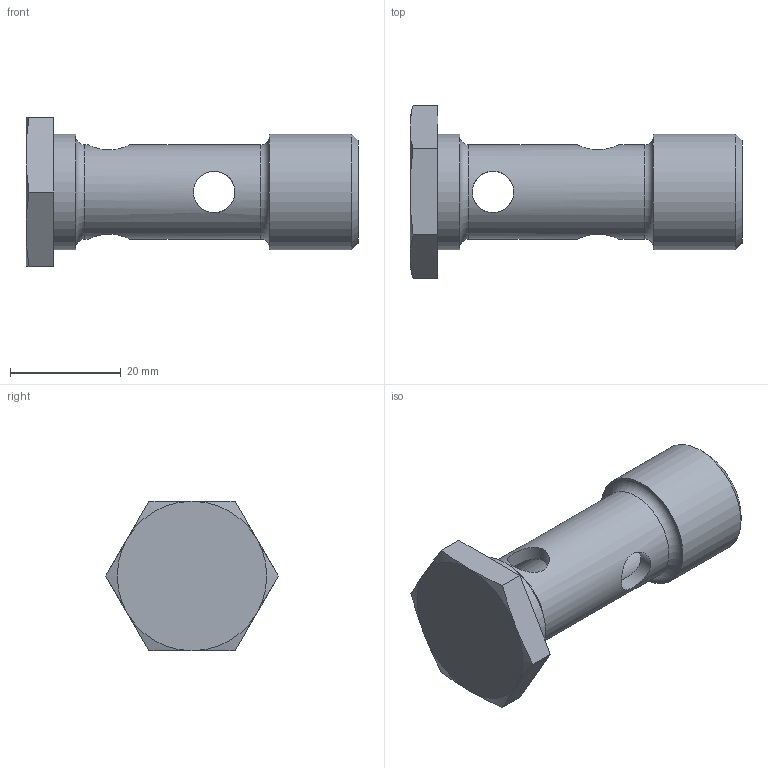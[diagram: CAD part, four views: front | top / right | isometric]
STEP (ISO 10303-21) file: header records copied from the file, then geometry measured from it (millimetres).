
FILE_DESCRIPTION(/* description */ ('STEP AP214'),/* implementation_level */ '2;1');
FILE_NAME(/* name */ '9986_VT-1_2',/* time_stamp */ '2024-09-17T10:46:21+02:00',/* author */ ('License CC BY-ND 4.0'),/* organization */ ('CADENAS'),/* preprocessor_version */ 'ST-DEVELOPER v19.3',/* originating_system */ 'PARTsolutions',/* authorisation */ ' ');
FILE_SCHEMA (('AUTOMOTIVE_DESIGN {1 0 10303 214 3 1 1}'));
Length unit declared in the file: millimetre
Products named in the file (1): 9986 VT-1/2
Bounding box: 60 x 31.18 x 27 mm (x, y, z)
Volume: 11647.7 mm3; surface area: 6768.7 mm2
Topology: 1 solids, 1 shells, 30 faces, 68 edges, 41 vertices
Faces by surface type: plane 11, cone 9, cylinder 8, torus 2
Full cylindrical faces by diameter (mm): 7.5 x4, 12 x1, 17 x1, 20.9 x1, 20.955 x1
Entity records: 914 total; most frequent: CARTESIAN_POINT 300, DIRECTION 110, ORIENTED_EDGE 100, FACE_BOUND 55, EDGE_LOOP 54, EDGE_CURVE 50, AXIS2_PLACEMENT_3D 49, VERTEX_POINT 39
